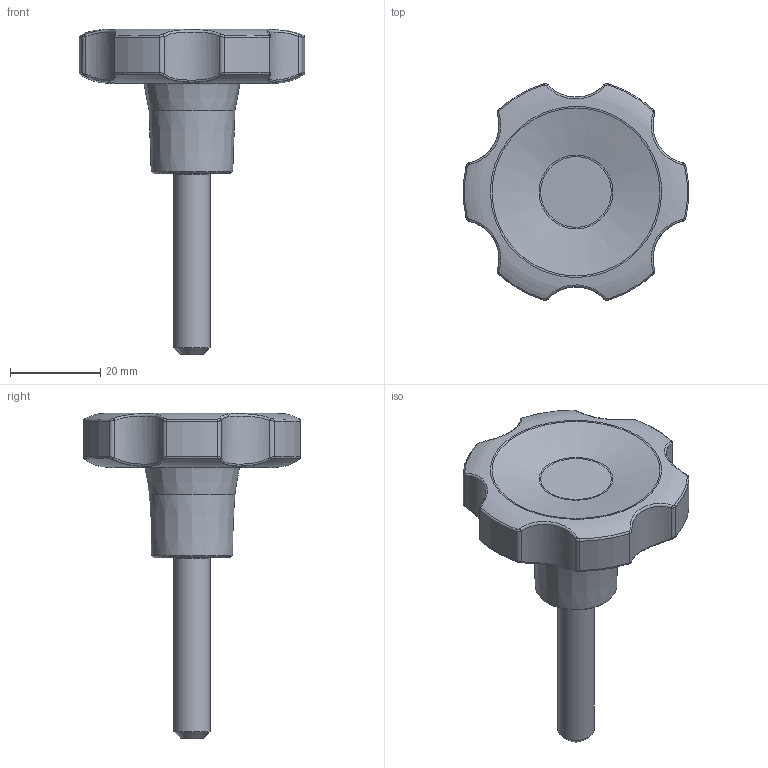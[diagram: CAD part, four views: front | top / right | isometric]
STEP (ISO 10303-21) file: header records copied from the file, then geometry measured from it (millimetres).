
FILE_DESCRIPTION( ( 'Unknown' ), '1' );
FILE_NAME( '6372235_LP50_M08x40.stp', 'Unknown', ( 'Unknown' ), ( 'Unknown' ), 'PSStep 11.0', 'Unknown', ' ' );
FILE_SCHEMA( ( 'AUTOMOTIVE_DESIGN { 1 0 10303 214 1 1 1 1 }' ) );
Length unit declared in the file: millimetre
Products named in the file (1): 6372235
Bounding box: 49.86 x 47.97 x 72 mm (x, y, z)
Volume: 23191.5 mm3; surface area: 8239.2 mm2
Topology: 1 solids, 2 shells, 93 faces, 210 edges, 121 vertices
Faces by surface type: bspline 36, cylinder 26, torus 19, cone 8, plane 4
Full cylindrical faces by diameter (mm): 8 x2
Entity records: 10244 total; most frequent: CARTESIAN_POINT 7746, ORIENTED_EDGE 374, DIRECTION 322, EDGE_CURVE 187, AXIS2_PLACEMENT_3D 149, VERTEX_POINT 115, EDGE_LOOP 112, FACE_OUTER_BOUND 102
